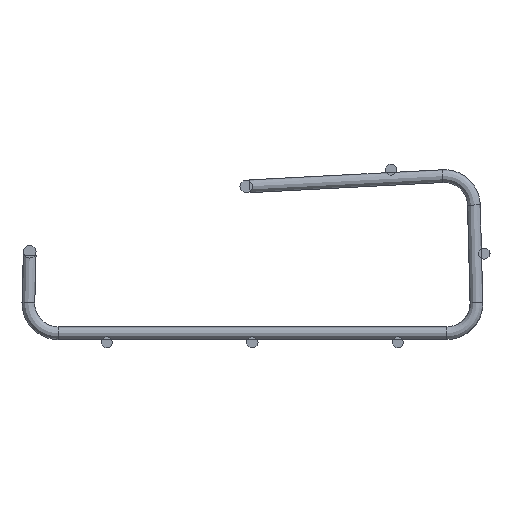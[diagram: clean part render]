
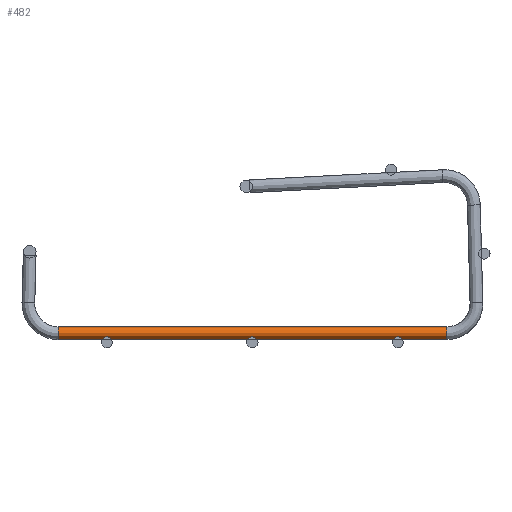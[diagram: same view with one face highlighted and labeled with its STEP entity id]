
A CAD part, left-side view. The second image highlights one B-rep face of the part: STEP entity #482.
In plain terms, the highlighted cylindrical face has radius 2.2 mm (diameter 4.4 mm), a full revolution.
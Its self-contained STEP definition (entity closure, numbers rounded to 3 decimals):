
#204=FACE_OUTER_BOUND('',#234,.T.);
#234=EDGE_LOOP('',(#427,#428,#429,#430,#431,#432));
#248=LINE('',#881,#259);
#259=VECTOR('',#708,2.2);
#284=CIRCLE('',#546,2.2);
#285=CIRCLE('',#547,2.2);
#286=CIRCLE('',#549,2.2);
#287=CIRCLE('',#550,2.2);
#313=VERTEX_POINT('',#874);
#314=VERTEX_POINT('',#876);
#315=VERTEX_POINT('',#880);
#316=VERTEX_POINT('',#882);
#352=EDGE_CURVE('',#313,#314,#284,.T.);
#353=EDGE_CURVE('',#314,#313,#285,.T.);
#354=EDGE_CURVE('',#314,#315,#248,.T.);
#355=EDGE_CURVE('',#315,#316,#286,.T.);
#356=EDGE_CURVE('',#316,#315,#287,.T.);
#427=ORIENTED_EDGE('',*,*,#353,.F.);
#428=ORIENTED_EDGE('',*,*,#354,.T.);
#429=ORIENTED_EDGE('',*,*,#355,.T.);
#430=ORIENTED_EDGE('',*,*,#356,.T.);
#431=ORIENTED_EDGE('',*,*,#354,.F.);
#432=ORIENTED_EDGE('',*,*,#352,.F.);
#455=CYLINDRICAL_SURFACE('',#548,2.2);
#482=ADVANCED_FACE('',(#204),#455,.T.);
#546=AXIS2_PLACEMENT_3D('',#877,#702,#703);
#547=AXIS2_PLACEMENT_3D('',#878,#704,#705);
#548=AXIS2_PLACEMENT_3D('',#879,#706,#707);
#549=AXIS2_PLACEMENT_3D('',#883,#709,#710);
#550=AXIS2_PLACEMENT_3D('',#884,#711,#712);
#702=DIRECTION('center_axis',(0.,-1.,0.));
#703=DIRECTION('ref_axis',(1.,0.,0.));
#704=DIRECTION('center_axis',(0.,-1.,0.));
#705=DIRECTION('ref_axis',(1.,0.,0.));
#706=DIRECTION('center_axis',(0.,-1.,0.));
#707=DIRECTION('ref_axis',(1.,0.,0.));
#708=DIRECTION('',(0.,1.,0.));
#709=DIRECTION('center_axis',(0.,-1.,0.));
#710=DIRECTION('ref_axis',(1.,0.,0.));
#711=DIRECTION('center_axis',(0.,-1.,0.));
#712=DIRECTION('ref_axis',(1.,0.,0.));
#874=CARTESIAN_POINT('',(0.,-66.788,-24.782));
#876=CARTESIAN_POINT('',(-2.2,-66.788,-26.982));
#877=CARTESIAN_POINT('Origin',(0.,-66.788,-26.982));
#878=CARTESIAN_POINT('Origin',(0.,-66.788,-26.982));
#879=CARTESIAN_POINT('Origin',(0.,66.788,-26.982));
#880=CARTESIAN_POINT('',(-2.2,66.788,-26.982));
#881=CARTESIAN_POINT('',(-2.2,66.788,-26.982));
#882=CARTESIAN_POINT('',(0.,66.788,-24.782));
#883=CARTESIAN_POINT('Origin',(0.,66.788,-26.982));
#884=CARTESIAN_POINT('Origin',(0.,66.788,-26.982));
